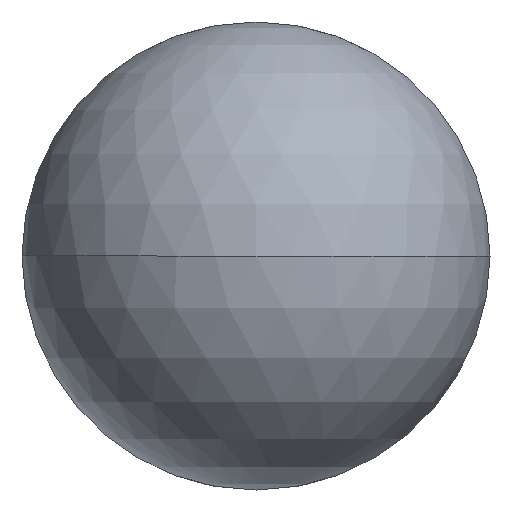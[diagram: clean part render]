
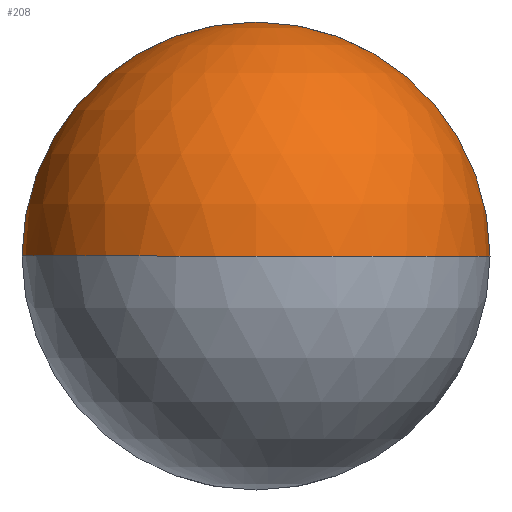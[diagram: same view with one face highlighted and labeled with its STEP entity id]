
A CAD part, front view. The second image highlights one B-rep face of the part: STEP entity #208.
In plain terms, the highlighted spherical face has radius 4.763 mm.
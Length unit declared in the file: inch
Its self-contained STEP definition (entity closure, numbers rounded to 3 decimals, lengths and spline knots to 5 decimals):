
#3 = AXIS2_PLACEMENT_3D ( 'NONE', #30, #4, #362 ) ;
#4 = DIRECTION ( 'NONE',  ( 0., 0., 1. ) ) ;
#12 = CIRCLE ( 'NONE', #316, 0.1875 ) ;
#14 = DIRECTION ( 'NONE',  ( 0., 0., -1. ) ) ;
#18 = AXIS2_PLACEMENT_3D ( 'NONE', #261, #115, #356 ) ;
#30 = CARTESIAN_POINT ( 'NONE',  ( 0., 0.1875, 0. ) ) ;
#31 = VERTEX_POINT ( 'NONE', #270 ) ;
#41 = DIRECTION ( 'NONE',  ( 0., 0., -1. ) ) ;
#95 = CARTESIAN_POINT ( 'NONE',  ( 0., 0.1875, 0. ) ) ;
#99 = AXIS2_PLACEMENT_3D ( 'NONE', #243, #238, #14 ) ;
#111 = CIRCLE ( 'NONE', #3, 0.1875 ) ;
#115 = DIRECTION ( 'NONE',  ( 0., 0., 1. ) ) ;
#117 = SPHERICAL_SURFACE ( 'NONE', #18, 0.1875 ) ;
#156 = VERTEX_POINT ( 'NONE', #220 ) ;
#169 = DIRECTION ( 'NONE',  ( -1., 0., 0. ) ) ;
#172 = CIRCLE ( 'NONE', #279, 0.1875 ) ;
#198 = DIRECTION ( 'NONE',  ( 0., 0., -1. ) ) ;
#202 = CARTESIAN_POINT ( 'NONE',  ( 0., 0.1875, 0. ) ) ;
#207 = VERTEX_POINT ( 'NONE', #314 ) ;
#208 = ADVANCED_FACE ( 'NONE', ( #315 ), #117, .T. ) ;
#220 = CARTESIAN_POINT ( 'NONE',  ( -0.1875, 0.1875, 0. ) ) ;
#221 = ORIENTED_EDGE ( 'NONE', *, *, #368, .T. ) ;
#238 = DIRECTION ( 'NONE',  ( 0., -1., 0. ) ) ;
#243 = CARTESIAN_POINT ( 'NONE',  ( 0., 0.1875, 0. ) ) ;
#252 = EDGE_CURVE ( 'NONE', #31, #300, #172, .T. ) ;
#257 = EDGE_LOOP ( 'NONE', ( #357, #294, #290, #221 ) ) ;
#261 = CARTESIAN_POINT ( 'NONE',  ( 0., 0.1875, 0. ) ) ;
#265 = EDGE_CURVE ( 'NONE', #156, #300, #111, .T. ) ;
#267 = CIRCLE ( 'NONE', #99, 0.1875 ) ;
#270 = CARTESIAN_POINT ( 'NONE',  ( 0.1875, 0.1875, 0. ) ) ;
#279 = AXIS2_PLACEMENT_3D ( 'NONE', #202, #198, #169 ) ;
#290 = ORIENTED_EDGE ( 'NONE', *, *, #252, .F. ) ;
#294 = ORIENTED_EDGE ( 'NONE', *, *, #265, .T. ) ;
#300 = VERTEX_POINT ( 'NONE', #335 ) ;
#314 = CARTESIAN_POINT ( 'NONE',  ( 0., 0.1875, 0.1875 ) ) ;
#315 = FACE_OUTER_BOUND ( 'NONE', #257, .T. ) ;
#316 = AXIS2_PLACEMENT_3D ( 'NONE', #95, #358, #41 ) ;
#326 = EDGE_CURVE ( 'NONE', #207, #156, #267, .T. ) ;
#335 = CARTESIAN_POINT ( 'NONE',  ( 0., 0., 0. ) ) ;
#356 = DIRECTION ( 'NONE',  ( 1., 0., 0. ) ) ;
#357 = ORIENTED_EDGE ( 'NONE', *, *, #326, .T. ) ;
#358 = DIRECTION ( 'NONE',  ( 0., -1., 0. ) ) ;
#362 = DIRECTION ( 'NONE',  ( 1., 0., 0. ) ) ;
#368 = EDGE_CURVE ( 'NONE', #31, #207, #12, .T. ) ;
